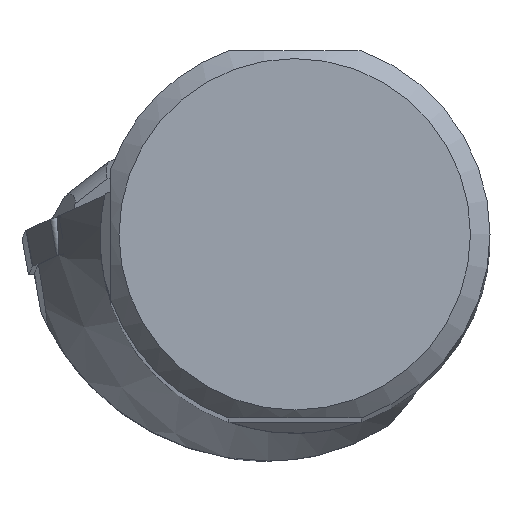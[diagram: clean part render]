
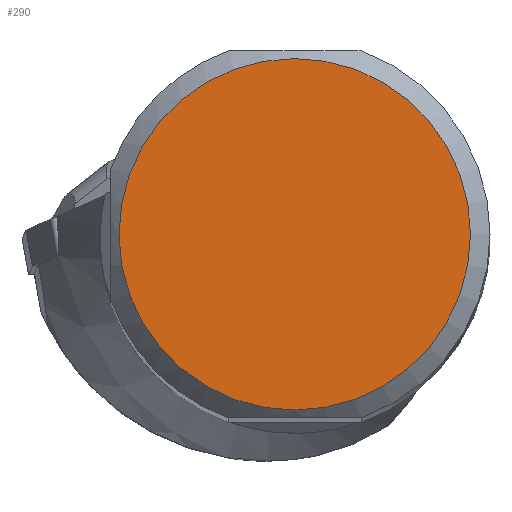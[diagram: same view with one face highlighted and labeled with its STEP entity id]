
A CAD part, top view. The second image highlights one B-rep face of the part: STEP entity #290.
In plain terms, the highlighted planar face has unit normal (0, 0, 1).
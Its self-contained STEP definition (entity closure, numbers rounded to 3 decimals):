
#205=FACE_OUTER_BOUND('',#442,.T.);
#290=ADVANCED_FACE('CU_SU_BP3',(#205),#355,.T.);
#355=PLANE('',#1863);
#442=EDGE_LOOP('',(#763));
#527=CIRCLE('',#1862,22.489);
#763=ORIENTED_EDGE('',*,*,#1314,.T.);
#1117=VERTEX_POINT('',#2845);
#1314=EDGE_CURVE('',#1117,#1117,#527,.T.);
#1862=AXIS2_PLACEMENT_3D('',#2844,#2222,#2223);
#1863=AXIS2_PLACEMENT_3D('',#2846,#2224,#2225);
#2222=DIRECTION('',(0.,0.,1.));
#2223=DIRECTION('',(1.,0.,0.));
#2224=DIRECTION('',(0.,0.,1.));
#2225=DIRECTION('',(1.,0.,0.));
#2844=CARTESIAN_POINT('',(0.,0.,0.));
#2845=CARTESIAN_POINT('',(22.489,0.,0.));
#2846=CARTESIAN_POINT('',(0.,0.,
0.));
